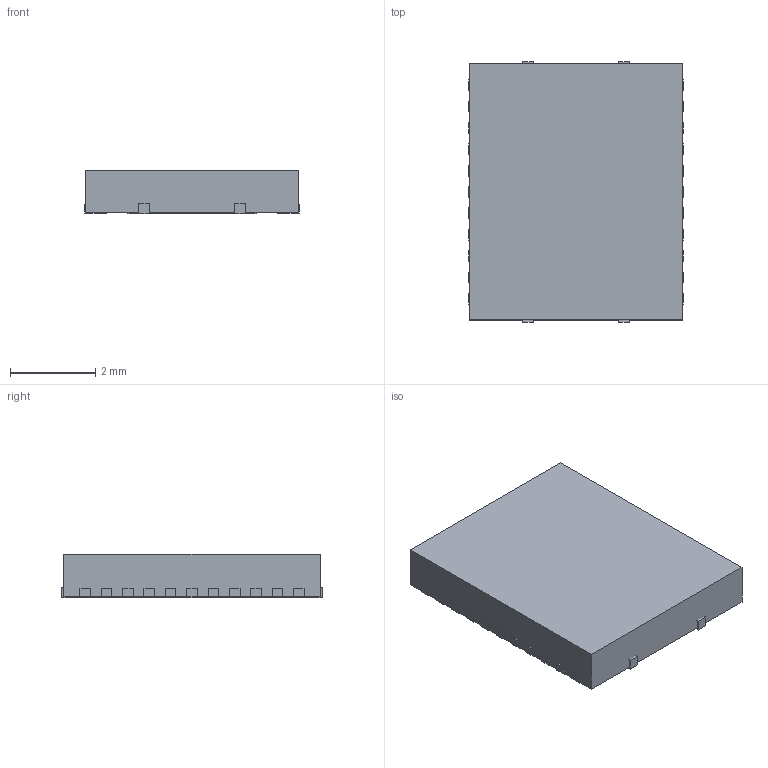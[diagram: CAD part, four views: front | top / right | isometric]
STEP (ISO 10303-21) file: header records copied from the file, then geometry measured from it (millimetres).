
FILE_DESCRIPTION(('FreeCAD Model'),'2;1');
FILE_NAME('Open CASCADE Shape Model','2024-08-22T10:36:30',(''),(''), 'Open CASCADE STEP processor 7.6','FreeCAD','Unknown');
FILE_SCHEMA(('AUTOMOTIVE_DESIGN { 1 0 10303 214 1 1 1 1 }'));
Length unit declared in the file: millimetre
Products named in the file (3): Unnamed; cube; union
Assembly tree (2 placements, depth 2):
  Unnamed
    cube
    union
Bounding box: 5.02 x 6.1 x 1.02 mm (x, y, z)
Surface area: 132.5 mm2
Topology: 24 solids, 24 shells, 168 faces, 344 edges, 224 vertices
Faces by surface type: plane 168
Entity records: 4521 total; most frequent: CARTESIAN_POINT 739, ORIENTED_EDGE 688, DIRECTION 686, EDGE_CURVE 344, LINE 344, VECTOR 344, VERTEX_POINT 224, AXIS2_PLACEMENT_3D 171
